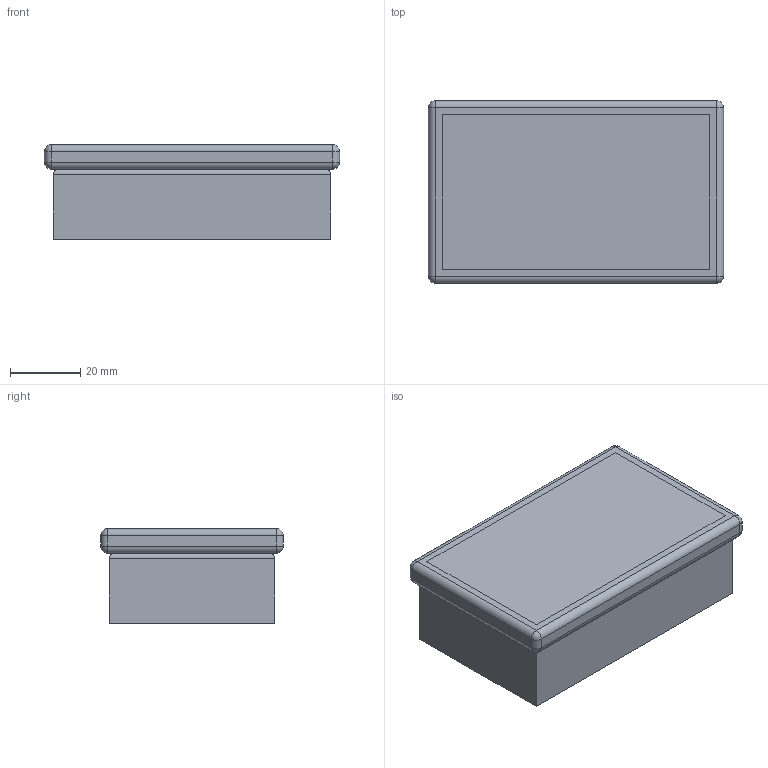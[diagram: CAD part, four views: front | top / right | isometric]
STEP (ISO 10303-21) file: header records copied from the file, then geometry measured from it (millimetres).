
FILE_DESCRIPTION(/* description */ (''),/* implementation_level */ '2;1');
FILE_NAME(/* name */ 'RFID-Case.step',/* time_stamp */ '2023-02-08T12:19:28+01:00',/* author */ (''),/* organization */ (''),/* preprocessor_version */ 'ST-DEVELOPER v19.2',/* originating_system */ 'Autodesk Translation Framework v11.17.0.187',/* authorisation */ '');
FILE_SCHEMA (('AUTOMOTIVE_DESIGN { 1 0 10303 214 3 1 1 }'));
Length unit declared in the file: millimetre
Products named in the file (4): RFID-Box; Box; Deckel; Blende
Assembly tree (3 placements, depth 2):
  RFID-Box
    Box
    Deckel
    Blende
Bounding box: 84 x 52 x 27 mm (x, y, z)
Volume: 33071.3 mm3; surface area: 33065.4 mm2
Topology: 3 solids, 3 shells, 93 faces, 196 edges, 120 vertices
Faces by surface type: plane 61, cylinder 24, sphere 8
Full cylindrical faces by diameter (mm): 2.5 x4, 5 x4
Entity records: 2563 total; most frequent: DIRECTION 440, CARTESIAN_POINT 416, ORIENTED_EDGE 392, EDGE_CURVE 196, LINE 152, VECTOR 152, AXIS2_PLACEMENT_3D 144, VERTEX_POINT 120
